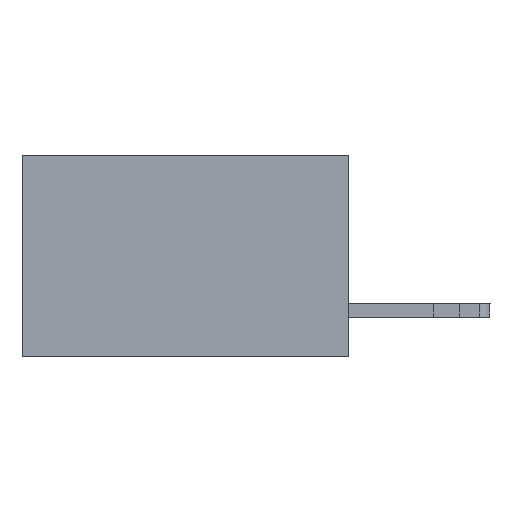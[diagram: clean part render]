
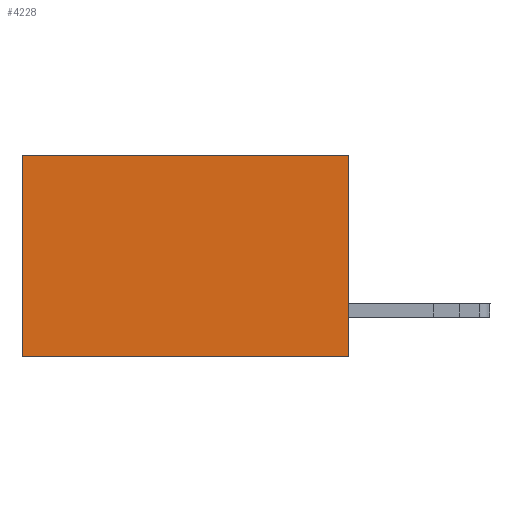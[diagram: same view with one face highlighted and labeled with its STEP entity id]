
A CAD part, left-side view. The second image highlights one B-rep face of the part: STEP entity #4228.
In plain terms, the highlighted planar face has unit normal (-1, 0, 0).
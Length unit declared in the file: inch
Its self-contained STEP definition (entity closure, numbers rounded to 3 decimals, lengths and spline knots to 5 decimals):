
#233 = DIRECTION ( 'NONE',  ( 0., 1., 0. ) ) ;
#457 = ORIENTED_EDGE ( 'NONE', *, *, #5144, .T. ) ;
#571 = LINE ( 'NONE', #5277, #5098 ) ;
#801 = CARTESIAN_POINT ( 'NONE',  ( 0.2615, 0., -0.37 ) ) ;
#1235 = LINE ( 'NONE', #11145, #1738 ) ;
#1588 = ORIENTED_EDGE ( 'NONE', *, *, #3507, .F. ) ;
#1738 = VECTOR ( 'NONE', #233, 39.37008 ) ;
#2006 = AXIS2_PLACEMENT_3D ( 'NONE', #7086, #7907, #7787 ) ;
#2668 = VERTEX_POINT ( 'NONE', #4493 ) ;
#2890 = FACE_OUTER_BOUND ( 'NONE', #7844, .T. ) ;
#3507 = EDGE_CURVE ( 'NONE', #5408, #3600, #571, .T. ) ;
#3593 = DIRECTION ( 'NONE',  ( 0., 1., 0. ) ) ;
#3600 = VERTEX_POINT ( 'NONE', #801 ) ;
#4228 = ADVANCED_FACE ( 'NONE', ( #2890 ), #6961, .F. ) ;
#4376 = CARTESIAN_POINT ( 'NONE',  ( 0.2615, 0., -0.37 ) ) ;
#4493 = CARTESIAN_POINT ( 'NONE',  ( 0.2615, 0.6, -0.37 ) ) ;
#4515 = ORIENTED_EDGE ( 'NONE', *, *, #6566, .F. ) ;
#5098 = VECTOR ( 'NONE', #6302, 39.37008 ) ;
#5144 = EDGE_CURVE ( 'NONE', #10946, #2668, #6990, .T. ) ;
#5277 = CARTESIAN_POINT ( 'NONE',  ( 0.2615, 0., -0.37 ) ) ;
#5408 = VERTEX_POINT ( 'NONE', #11031 ) ;
#6302 = DIRECTION ( 'NONE',  ( 0., 0., -1. ) ) ;
#6566 = EDGE_CURVE ( 'NONE', #3600, #2668, #9131, .T. ) ;
#6961 = PLANE ( 'NONE',  #2006 ) ;
#6990 = LINE ( 'NONE', #10638, #9109 ) ;
#7086 = CARTESIAN_POINT ( 'NONE',  ( 0.2615, 0., -0.37 ) ) ;
#7598 = VECTOR ( 'NONE', #3593, 39.37008 ) ;
#7787 = DIRECTION ( 'NONE',  ( 0., 0., -1. ) ) ;
#7844 = EDGE_LOOP ( 'NONE', ( #457, #4515, #1588, #11279 ) ) ;
#7907 = DIRECTION ( 'NONE',  ( 1., 0., 0. ) ) ;
#8589 = DIRECTION ( 'NONE',  ( 0., 0., -1. ) ) ;
#9109 = VECTOR ( 'NONE', #8589, 39.37008 ) ;
#9131 = LINE ( 'NONE', #4376, #7598 ) ;
#10638 = CARTESIAN_POINT ( 'NONE',  ( 0.2615, 0.6, -0.37 ) ) ;
#10724 = EDGE_CURVE ( 'NONE', #5408, #10946, #1235, .T. ) ;
#10738 = CARTESIAN_POINT ( 'NONE',  ( 0.2615, 0.6, 0. ) ) ;
#10946 = VERTEX_POINT ( 'NONE', #10738 ) ;
#11031 = CARTESIAN_POINT ( 'NONE',  ( 0.2615, 0., 0. ) ) ;
#11145 = CARTESIAN_POINT ( 'NONE',  ( 0.2615, 0., 0. ) ) ;
#11279 = ORIENTED_EDGE ( 'NONE', *, *, #10724, .T. ) ;
